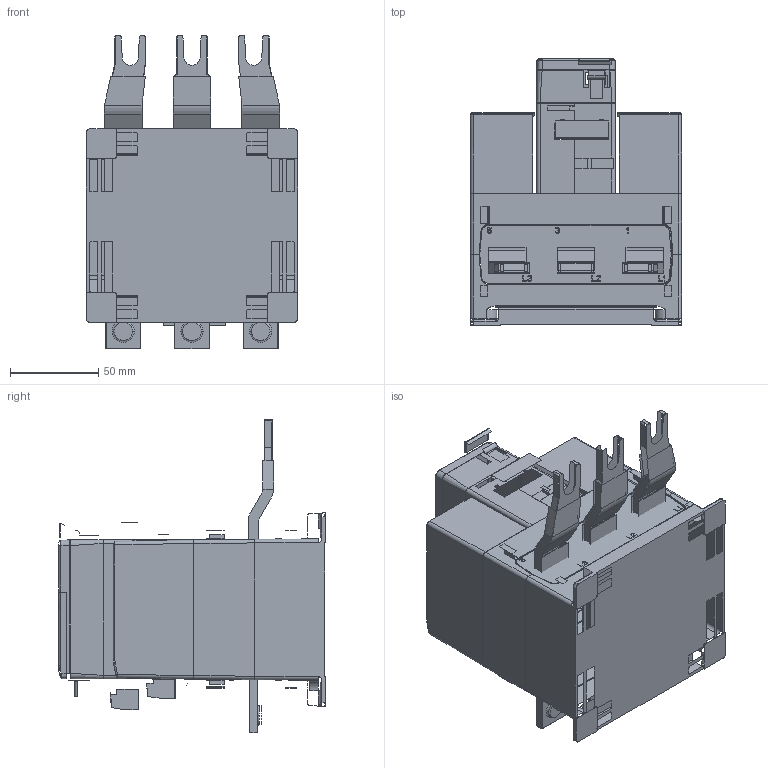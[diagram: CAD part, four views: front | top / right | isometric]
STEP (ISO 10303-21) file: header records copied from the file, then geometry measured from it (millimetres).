
FILE_DESCRIPTION((''),'2;1');
FILE_NAME('10002752404_SW0001','2018-04-30T10:58:31',('JHubacek'),('Rockwell Automation'),'CREO PARAMETRIC BY PTC INC, 2017380','CREO PARAMETRIC BY PTC INC, 2017380','');
FILE_SCHEMA(('CONFIG_CONTROL_DESIGN'));
Products named in the file (1): 10002752404_SW0001
Bounding box: 119.8 x 151.37 x 177.8 mm (x, y, z)
Surface area: 128016.3 mm2 (no closed solid volume)
Topology: 0 solids, 1092 shells, 2989 faces, 11350 edges, 9211 vertices
Faces by surface type: plane 1598, cylinder 761, torus 366, bspline 261, cone 2, revolution 1
Entity records: 133481 total; most frequent: CARTESIAN_POINT 45074, DIRECTION 18256, ORIENTED_EDGE 13523, EDGE_CURVE 11349, VERTEX_POINT 9211, VECTOR 7015, LINE 7015, AXIS2_PLACEMENT_3D 5620
